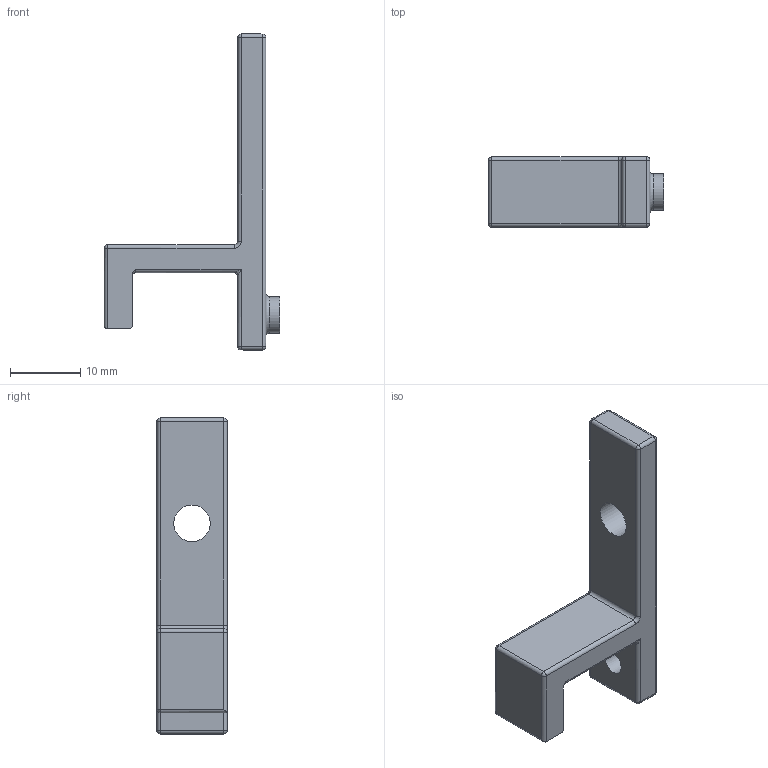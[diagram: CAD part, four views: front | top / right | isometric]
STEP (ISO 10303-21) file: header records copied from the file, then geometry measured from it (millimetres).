
FILE_DESCRIPTION(/* description */ (''),/* implementation_level */ '2;1');
FILE_NAME(/* name */ 'Chassis_Touchscreen_Clip_3030 v6.step',/* time_stamp */ '2020-11-28T13:59:54+01:00',/* author */ (''),/* organization */ (''),/* preprocessor_version */ 'ST-DEVELOPER v18.1',/* originating_system */ 'Autodesk Translation Framework v9.3.0.1241',/* authorisation */ '');
FILE_SCHEMA (('AUTOMOTIVE_DESIGN { 1 0 10303 214 3 1 1 }'));
Length unit declared in the file: millimetre
Products named in the file (1): Chassis_Touchscreen_Clip_3030
Bounding box: 25 x 10 x 45 mm (x, y, z)
Volume: 2772.8 mm3; surface area: 2108.6 mm2
Topology: 1 solids, 1 shells, 63 faces, 137 edges, 71 vertices
Faces by surface type: cylinder 31, plane 13, sphere 12, torus 6, bspline 1
Full cylindrical faces by diameter (mm): 3.2 x1, 5.2 x2
Entity records: 1707 total; most frequent: DIRECTION 325, CARTESIAN_POINT 295, ORIENTED_EDGE 262, AXIS2_PLACEMENT_3D 132, EDGE_CURVE 131, VERTEX_POINT 71, EDGE_LOOP 68, CIRCLE 66
